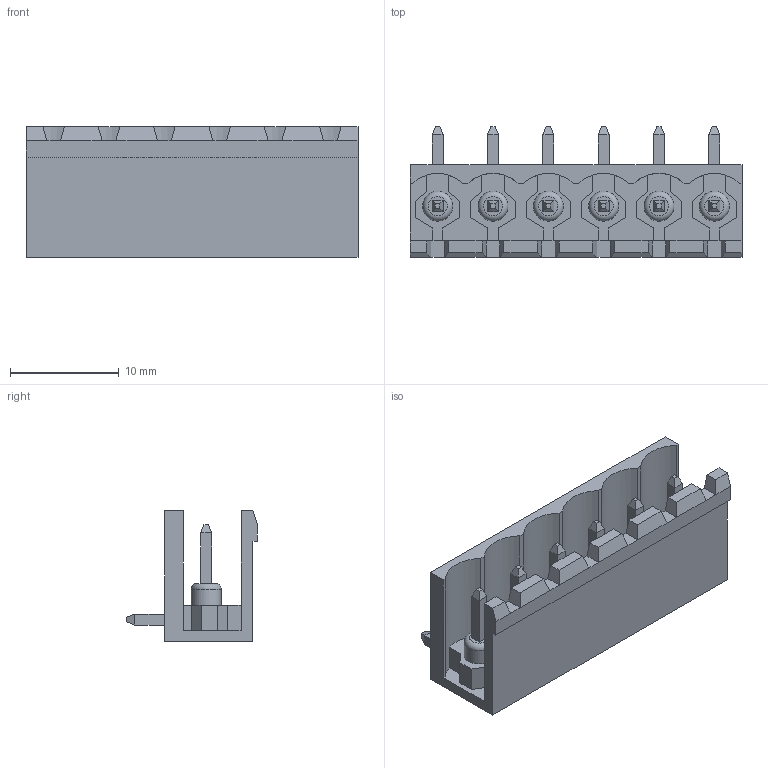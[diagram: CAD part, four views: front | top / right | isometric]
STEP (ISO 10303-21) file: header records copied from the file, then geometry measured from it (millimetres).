
FILE_DESCRIPTION( ( 'Unknown' ), '1' );
FILE_NAME( '691312510006.stp', 'Unknown', ( 'Unknown' ), ( 'Unknown' ), 'PSStep 15.0.49', 'Unknown', ' ' );
FILE_SCHEMA( ( 'AUTOMOTIVE_DESIGN { 1 0 10303 214 1 1 1 1 }' ) );
Length unit declared in the file: millimetre
Products named in the file (3): Assem1; 6913125100xx_PIN; 691311500106
Assembly tree (7 placements, depth 2):
  Assem1
    6913125100xx_PIN  x6
    691311500106
Bounding box: 30.48 x 12 x 12 mm (x, y, z)
Volume: 1207.5 mm3; surface area: 2800.7 mm2
Topology: 7 solids, 7 shells, 315 faces, 843 edges, 542 vertices
Faces by surface type: plane 291, cylinder 18, torus 6
Full cylindrical faces by diameter (mm): 2.75 x6
Entity records: 9210 total; most frequent: CARTESIAN_POINT 1304, ORIENTED_EDGE 1280, DIRECTION 1160, EDGE_CURVE 640, LINE 596, VECTOR 596, VERTEX_POINT 426, AXIS2_PLACEMENT_3D 282
